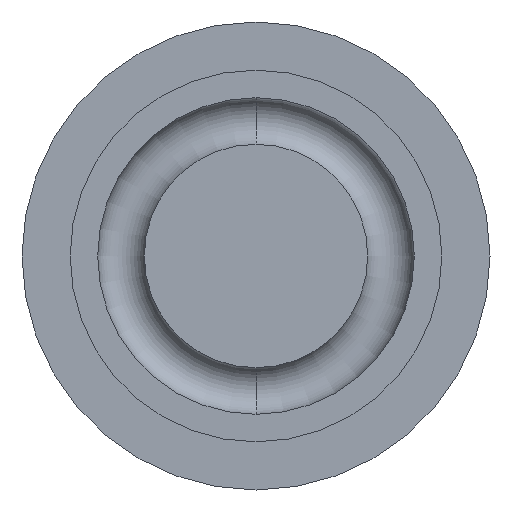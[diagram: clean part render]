
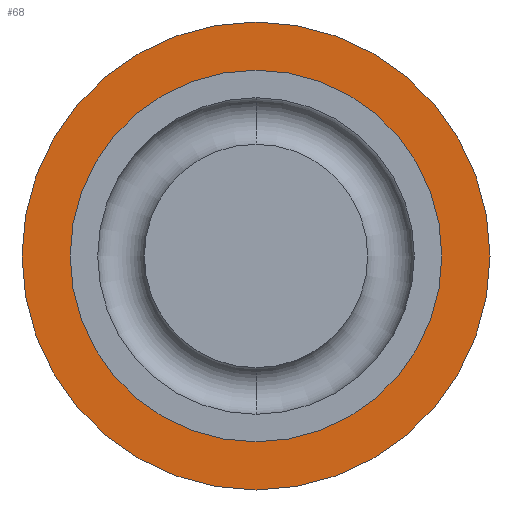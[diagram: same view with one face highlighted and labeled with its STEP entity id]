
A CAD part, left-side view. The second image highlights one B-rep face of the part: STEP entity #68.
In plain terms, the highlighted planar face has unit normal (-1, 0, 0).
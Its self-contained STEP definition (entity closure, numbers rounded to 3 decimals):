
#50 = VERTEX_POINT ( 'NONE', #366 ) ;
#54 = AXIS2_PLACEMENT_3D ( 'NONE', #534, #454, #537 ) ;
#68 = ADVANCED_FACE ( 'NONE', ( #201, #283 ), #447, .F. ) ;
#69 = AXIS2_PLACEMENT_3D ( 'NONE', #119, #284, #450 ) ;
#73 = CARTESIAN_POINT ( 'NONE',  ( -10.858, -27.86, 13.5 ) ) ;
#76 = DIRECTION ( 'NONE',  ( 0., 0., -1. ) ) ;
#88 = EDGE_CURVE ( 'NONE', #50, #320, #380, .T. ) ;
#91 = CARTESIAN_POINT ( 'NONE',  ( -10.858, -27.86, 0. ) ) ;
#92 = EDGE_LOOP ( 'NONE', ( #149, #352 ) ) ;
#104 = AXIS2_PLACEMENT_3D ( 'NONE', #91, #129, #344 ) ;
#111 = ORIENTED_EDGE ( 'NONE', *, *, #205, .T. ) ;
#119 = CARTESIAN_POINT ( 'NONE',  ( -10.858, -27.86, 0. ) ) ;
#129 = DIRECTION ( 'NONE',  ( -1., 0., 0. ) ) ;
#149 = ORIENTED_EDGE ( 'NONE', *, *, #491, .F. ) ;
#150 = AXIS2_PLACEMENT_3D ( 'NONE', #194, #197, #367 ) ;
#158 = DIRECTION ( 'NONE',  ( 1., 0., 0. ) ) ;
#163 = CARTESIAN_POINT ( 'NONE',  ( -10.858, -27.86, -13.5 ) ) ;
#164 = AXIS2_PLACEMENT_3D ( 'NONE', #368, #158, #76 ) ;
#194 = CARTESIAN_POINT ( 'NONE',  ( -10.858, -27.86, 0. ) ) ;
#197 = DIRECTION ( 'NONE',  ( -1., 0., 0. ) ) ;
#199 = CIRCLE ( 'NONE', #54, 13.5 ) ;
#201 = FACE_BOUND ( 'NONE', #92, .T. ) ;
#205 = EDGE_CURVE ( 'NONE', #320, #50, #408, .T. ) ;
#251 = ORIENTED_EDGE ( 'NONE', *, *, #88, .T. ) ;
#274 = CIRCLE ( 'NONE', #150, 13.5 ) ;
#283 = FACE_OUTER_BOUND ( 'NONE', #362, .T. ) ;
#284 = DIRECTION ( 'NONE',  ( -1., 0., 0. ) ) ;
#320 = VERTEX_POINT ( 'NONE', #521 ) ;
#344 = DIRECTION ( 'NONE',  ( 0., 0., 1. ) ) ;
#352 = ORIENTED_EDGE ( 'NONE', *, *, #517, .F. ) ;
#362 = EDGE_LOOP ( 'NONE', ( #251, #111 ) ) ;
#366 = CARTESIAN_POINT ( 'NONE',  ( -10.858, -27.86, 17. ) ) ;
#367 = DIRECTION ( 'NONE',  ( 0., 0., 1. ) ) ;
#368 = CARTESIAN_POINT ( 'NONE',  ( -10.858, 0., 0. ) ) ;
#380 = CIRCLE ( 'NONE', #69, 17. ) ;
#408 = CIRCLE ( 'NONE', #104, 17. ) ;
#447 = PLANE ( 'NONE',  #164 ) ;
#450 = DIRECTION ( 'NONE',  ( 0., 0., 1. ) ) ;
#454 = DIRECTION ( 'NONE',  ( -1., 0., 0. ) ) ;
#491 = EDGE_CURVE ( 'NONE', #526, #511, #274, .T. ) ;
#511 = VERTEX_POINT ( 'NONE', #163 ) ;
#517 = EDGE_CURVE ( 'NONE', #511, #526, #199, .T. ) ;
#521 = CARTESIAN_POINT ( 'NONE',  ( -10.858, -27.86, -17. ) ) ;
#526 = VERTEX_POINT ( 'NONE', #73 ) ;
#534 = CARTESIAN_POINT ( 'NONE',  ( -10.858, -27.86, 0. ) ) ;
#537 = DIRECTION ( 'NONE',  ( 0., 0., 1. ) ) ;
